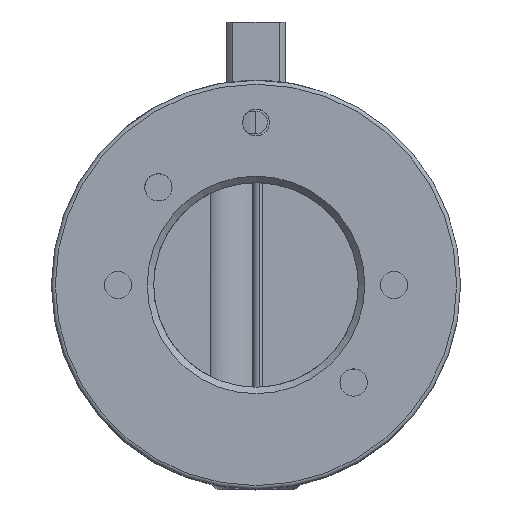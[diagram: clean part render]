
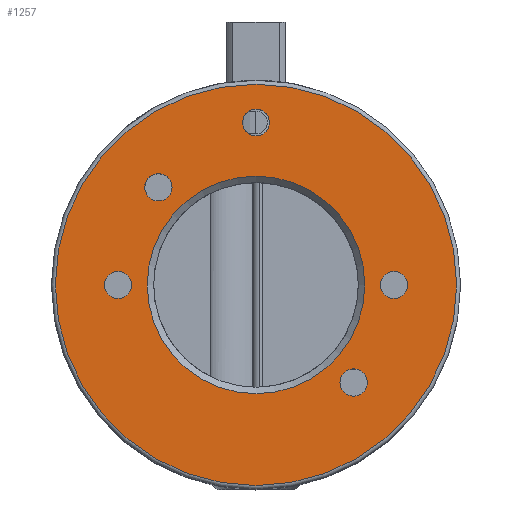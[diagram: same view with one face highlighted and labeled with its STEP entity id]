
A CAD part, top view. The second image highlights one B-rep face of the part: STEP entity #1257.
In plain terms, the highlighted planar face has unit normal (0, 0, 1).
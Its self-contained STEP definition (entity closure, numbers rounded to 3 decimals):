
#294=FACE_BOUND('',#412,.T.);
#295=FACE_BOUND('',#413,.T.);
#296=FACE_BOUND('',#414,.T.);
#297=FACE_BOUND('',#415,.T.);
#298=FACE_BOUND('',#416,.T.);
#299=FACE_BOUND('',#417,.T.);
#327=FACE_OUTER_BOUND('',#411,.T.);
#411=EDGE_LOOP('',(#967));
#412=EDGE_LOOP('',(#968));
#413=EDGE_LOOP('',(#969));
#414=EDGE_LOOP('',(#970));
#415=EDGE_LOOP('',(#971));
#416=EDGE_LOOP('',(#972));
#417=EDGE_LOOP('',(#973));
#476=CIRCLE('',#1443,2.1);
#481=CIRCLE('',#1451,2.1);
#486=CIRCLE('',#1459,2.1);
#490=CIRCLE('',#1466,2.1);
#505=CIRCLE('',#1491,30.9);
#506=CIRCLE('',#1493,16.75);
#507=CIRCLE('',#1494,2.067);
#558=VERTEX_POINT('',#1988);
#568=VERTEX_POINT('',#2070);
#575=VERTEX_POINT('',#2095);
#581=VERTEX_POINT('',#2118);
#601=VERTEX_POINT('',#2419);
#602=VERTEX_POINT('',#2423);
#603=VERTEX_POINT('',#2425);
#676=EDGE_CURVE('',#558,#558,#476,.T.);
#688=EDGE_CURVE('',#568,#568,#481,.T.);
#697=EDGE_CURVE('',#575,#575,#486,.T.);
#705=EDGE_CURVE('',#581,#581,#490,.T.);
#738=EDGE_CURVE('',#601,#601,#505,.T.);
#739=EDGE_CURVE('',#602,#602,#506,.T.);
#740=EDGE_CURVE('',#603,#603,#507,.T.);
#967=ORIENTED_EDGE('',*,*,#738,.F.);
#968=ORIENTED_EDGE('',*,*,#676,.T.);
#969=ORIENTED_EDGE('',*,*,#688,.T.);
#970=ORIENTED_EDGE('',*,*,#697,.T.);
#971=ORIENTED_EDGE('',*,*,#705,.T.);
#972=ORIENTED_EDGE('',*,*,#739,.F.);
#973=ORIENTED_EDGE('',*,*,#740,.T.);
#1213=PLANE('',#1492);
#1257=ADVANCED_FACE('',(#327,#294,#295,#296,#297,#298,#299),#1213,.F.);
#1443=AXIS2_PLACEMENT_3D('',#1990,#1610,#1611);
#1451=AXIS2_PLACEMENT_3D('',#2072,#1630,#1631);
#1459=AXIS2_PLACEMENT_3D('',#2097,#1648,#1649);
#1466=AXIS2_PLACEMENT_3D('',#2120,#1664,#1665);
#1491=AXIS2_PLACEMENT_3D('',#2421,#1719,#1720);
#1492=AXIS2_PLACEMENT_3D('',#2422,#1721,#1722);
#1493=AXIS2_PLACEMENT_3D('',#2424,#1723,#1724);
#1494=AXIS2_PLACEMENT_3D('',#2426,#1725,#1726);
#1610=DIRECTION('center_axis',(0.,0.,-1.));
#1611=DIRECTION('ref_axis',(-1.,0.,0.));
#1630=DIRECTION('center_axis',(0.,0.,-1.));
#1631=DIRECTION('ref_axis',(-1.,0.,0.));
#1648=DIRECTION('center_axis',(0.,0.,-1.));
#1649=DIRECTION('ref_axis',(-1.,0.,0.));
#1664=DIRECTION('center_axis',(0.,0.,-1.));
#1665=DIRECTION('ref_axis',(-1.,0.,0.));
#1719=DIRECTION('center_axis',(0.,0.,-1.));
#1720=DIRECTION('ref_axis',(-1.,0.,0.));
#1721=DIRECTION('center_axis',(0.,0.,-1.));
#1722=DIRECTION('ref_axis',(-1.,0.,0.));
#1723=DIRECTION('center_axis',(0.,0.,1.));
#1724=DIRECTION('ref_axis',(-1.,0.,0.));
#1725=DIRECTION('center_axis',(0.,0.,-1.));
#1726=DIRECTION('ref_axis',(1.,0.,0.));
#1988=CARTESIAN_POINT('',(-12.926,15.026,0.));
#1990=CARTESIAN_POINT('Origin',(-15.026,15.026,0.));
#2070=CARTESIAN_POINT('',(17.126,-15.026,0.));
#2072=CARTESIAN_POINT('Origin',(15.026,-15.026,0.));
#2095=CARTESIAN_POINT('',(23.35,0.,0.));
#2097=CARTESIAN_POINT('Origin',(21.25,0.,0.));
#2118=CARTESIAN_POINT('',(-19.15,0.,0.));
#2120=CARTESIAN_POINT('Origin',(-21.25,0.,0.));
#2419=CARTESIAN_POINT('',(30.9,0.,0.));
#2421=CARTESIAN_POINT('Origin',(0.,0.,0.));
#2422=CARTESIAN_POINT('Origin',(0.,0.,0.));
#2423=CARTESIAN_POINT('',(16.75,0.,0.));
#2424=CARTESIAN_POINT('Origin',(0.,0.,0.));
#2425=CARTESIAN_POINT('',(-2.067,25.,0.));
#2426=CARTESIAN_POINT('Origin',(0.,25.,0.));
